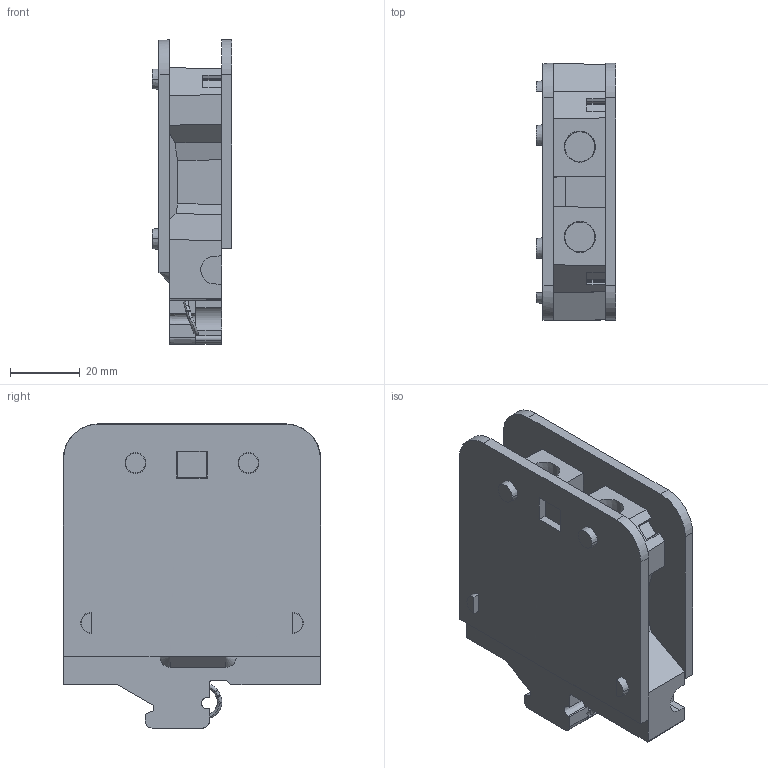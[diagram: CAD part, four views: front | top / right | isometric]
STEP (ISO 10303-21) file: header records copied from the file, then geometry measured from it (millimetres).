
FILE_DESCRIPTION(('CATIA V5 STEP Exchange','CAx-IF Rec.Pracs.--- Model Styling and Organization---1.5--- 2016-08-15','CAx-IF Rec.Pracs.---Supplemental Geometry---1.0---2011-11-01','CAx-IF Rec.Pracs.--- Composite Materials ---1.1---2010-07-15'),'2;1');
FILE_NAME ('016680-3_2', '2025-09-19T07:48:17+00:00', ('none'), ('Weidmueller'), 'CATIA Version 5-6 Release 2024 SP4', 'CATIA V5 STEP AP214 v3', 'none');
FILE_SCHEMA(('AUTOMOTIVE_DESIGN { 1 0 10303 214 1 1 1 1 }'));
Length unit declared in the file: millimetre
Products named in the file (1): 1596240000
Bounding box: 23 x 74.01 x 87.5 mm (x, y, z)
Volume: 84759.3 mm3; surface area: 27507.6 mm2
Topology: 3 solids, 3 shells, 177 faces, 470 edges, 304 vertices
Faces by surface type: plane 111, cylinder 28, cone 17, torus 16, bspline 3, extrusion 2
Entity records: 5506 total; most frequent: CARTESIAN_POINT 1360, ORIENTED_EDGE 936, DIRECTION 688, EDGE_CURVE 468, VECTOR 344, LINE 342, VERTEX_POINT 304, AXIS2_PLACEMENT_3D 219
